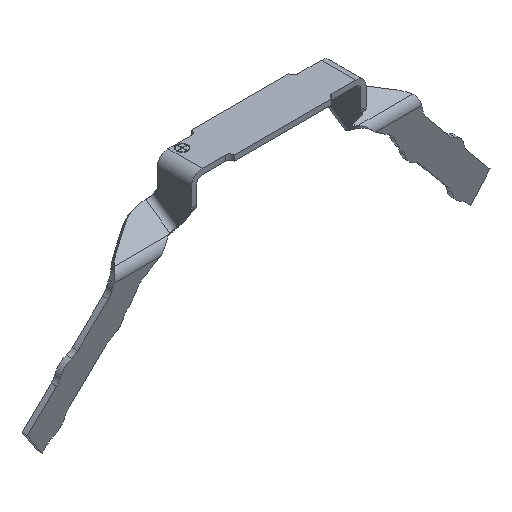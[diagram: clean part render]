
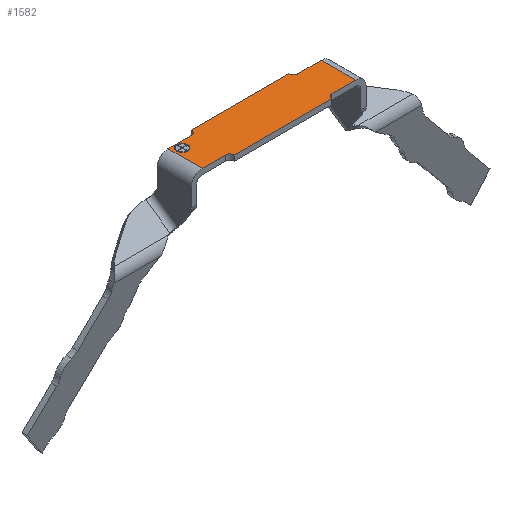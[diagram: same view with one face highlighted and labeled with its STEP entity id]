
A CAD part, isometric view. The second image highlights one B-rep face of the part: STEP entity #1582.
In plain terms, the highlighted planar face has unit normal (0, 0, 1).
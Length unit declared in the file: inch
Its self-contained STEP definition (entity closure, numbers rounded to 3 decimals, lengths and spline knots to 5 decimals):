
#554 = EDGE_CURVE ( 'NONE', #1129, #1130, #1948, .T. ) ;
#557 = EDGE_CURVE ( 'NONE', #1131, #1132, #1950, .T. ) ;
#558 = EDGE_CURVE ( 'NONE', #1134, #1129, #1955, .T. ) ;
#561 = EDGE_CURVE ( 'NONE', #6473, #6472, #1962, .T. ) ;
#567 = EDGE_CURVE ( 'NONE', #1137, #1140, #1973, .T. ) ;
#568 = EDGE_CURVE ( 'NONE', #1130, #1137, #1968, .T. ) ;
#574 = EDGE_CURVE ( 'NONE', #1141, #1144, #1985, .T. ) ;
#575 = EDGE_CURVE ( 'NONE', #1140, #1141, #1980, .T. ) ;
#579 = EDGE_CURVE ( 'NONE', #1144, #1131, #1982, .T. ) ;
#584 = EDGE_CURVE ( 'NONE', #1132, #1148, #1995, .T. ) ;
#586 = EDGE_CURVE ( 'NONE', #1148, #6478, #2005, .T. ) ;
#590 = EDGE_CURVE ( 'NONE', #6478, #6477, #2008, .T. ) ;
#592 = EDGE_CURVE ( 'NONE', #6477, #1134, #2014, .T. ) ;
#1129 = VERTEX_POINT ( 'NONE', #5120 ) ;
#1130 = VERTEX_POINT ( 'NONE', #5121 ) ;
#1131 = VERTEX_POINT ( 'NONE', #5122 ) ;
#1132 = VERTEX_POINT ( 'NONE', #5123 ) ;
#1134 = VERTEX_POINT ( 'NONE', #5125 ) ;
#1137 = VERTEX_POINT ( 'NONE', #5128 ) ;
#1140 = VERTEX_POINT ( 'NONE', #5131 ) ;
#1141 = VERTEX_POINT ( 'NONE', #5132 ) ;
#1144 = VERTEX_POINT ( 'NONE', #5135 ) ;
#1148 = VERTEX_POINT ( 'NONE', #5139 ) ;
#1427 = ORIENTED_EDGE ( 'NONE', *, *, #590, .T. ) ;
#1428 = ORIENTED_EDGE ( 'NONE', *, *, #592, .T. ) ;
#1429 = ORIENTED_EDGE ( 'NONE', *, *, #558, .T. ) ;
#1430 = ORIENTED_EDGE ( 'NONE', *, *, #554, .T. ) ;
#1431 = ORIENTED_EDGE ( 'NONE', *, *, #568, .T. ) ;
#1432 = ORIENTED_EDGE ( 'NONE', *, *, #567, .T. ) ;
#1433 = ORIENTED_EDGE ( 'NONE', *, *, #575, .T. ) ;
#1434 = ORIENTED_EDGE ( 'NONE', *, *, #574, .T. ) ;
#1435 = ORIENTED_EDGE ( 'NONE', *, *, #579, .T. ) ;
#1436 = ORIENTED_EDGE ( 'NONE', *, *, #557, .T. ) ;
#1437 = ORIENTED_EDGE ( 'NONE', *, *, #584, .T. ) ;
#1438 = ORIENTED_EDGE ( 'NONE', *, *, #586, .T. ) ;
#1439 = ORIENTED_EDGE ( 'NONE', *, *, #6821, .T. ) ;
#1440 = ORIENTED_EDGE ( 'NONE', *, *, #561, .T. ) ;
#1582 = ADVANCED_FACE ( 'NONE', ( #3082, #3085 ), #5211, .T. ) ;
#1948 = LINE ( 'NONE', #2601, #1949 ) ;
#1949 = VECTOR ( 'NONE', #2602, 39.37008 ) ;
#1950 = LINE ( 'NONE', #2610, #1951 ) ;
#1951 = VECTOR ( 'NONE', #2611, 39.37008 ) ;
#1955 = LINE ( 'NONE', #2612, #1956 ) ;
#1956 = VECTOR ( 'NONE', #2613, 39.37008 ) ;
#1962 = CIRCLE ( 'NONE', #2050, 0.1875 ) ;
#1968 = LINE ( 'NONE', #2636, #1969 ) ;
#1969 = VECTOR ( 'NONE', #2637, 39.37008 ) ;
#1973 = CIRCLE ( 'NONE', #2053, 0.15625 ) ;
#1979 = VECTOR ( 'NONE', #2653, 39.37008 ) ;
#1980 = LINE ( 'NONE', #2652, #1979 ) ;
#1982 = LINE ( 'NONE', #2660, #1983 ) ;
#1983 = VECTOR ( 'NONE', #2661, 39.37008 ) ;
#1985 = CIRCLE ( 'NONE', #2054, 0.15625 ) ;
#1995 = LINE ( 'NONE', #2662, #1999 ) ;
#1999 = VECTOR ( 'NONE', #2672, 39.37008 ) ;
#2005 = CIRCLE ( 'NONE', #2057, 0.15625 ) ;
#2008 = LINE ( 'NONE', #2687, #2009 ) ;
#2009 = VECTOR ( 'NONE', #2688, 39.37008 ) ;
#2014 = CIRCLE ( 'NONE', #2060, 0.15625 ) ;
#2050 = AXIS2_PLACEMENT_3D ( 'NONE', #2614, #2620, #2621 ) ;
#2053 = AXIS2_PLACEMENT_3D ( 'NONE', #2626, #2634, #2635 ) ;
#2054 = AXIS2_PLACEMENT_3D ( 'NONE', #2649, #2650, #2651 ) ;
#2057 = AXIS2_PLACEMENT_3D ( 'NONE', #2676, #2678, #2679 ) ;
#2060 = AXIS2_PLACEMENT_3D ( 'NONE', #2682, #2694, #2695 ) ;
#2194 = AXIS2_PLACEMENT_3D ( 'NONE', #5210, #5212, #5213 ) ;
#2209 = AXIS2_PLACEMENT_3D ( 'NONE', #5736, #5738, #5739 ) ;
#2601 = CARTESIAN_POINT ( 'NONE',  ( 2.66232, 0.5, 0.1875 ) ) ;
#2602 = DIRECTION ( 'NONE',  ( 0., 1., 0. ) ) ;
#2610 = CARTESIAN_POINT ( 'NONE',  ( -2.66232, 0.5, 0.1875 ) ) ;
#2611 = DIRECTION ( 'NONE',  ( 0., -1., 0. ) ) ;
#2612 = CARTESIAN_POINT ( 'NONE',  ( -2.66232, -0.84374, 0.1875 ) ) ;
#2613 = DIRECTION ( 'NONE',  ( 1., 0., 0. ) ) ;
#2614 = CARTESIAN_POINT ( 'NONE',  ( -2.38164, 0.125, 0.1875 ) ) ;
#2620 = DIRECTION ( 'NONE',  ( 0., 0., -1. ) ) ;
#2621 = DIRECTION ( 'NONE',  ( 1., 0., 0. ) ) ;
#2626 = CARTESIAN_POINT ( 'NONE',  ( 1.85, 0.50001, 0.1875 ) ) ;
#2634 = DIRECTION ( 'NONE',  ( 0., 0., -1. ) ) ;
#2635 = DIRECTION ( 'NONE',  ( -1., 0., 0. ) ) ;
#2636 = CARTESIAN_POINT ( 'NONE',  ( -2.66232, 0.34377, 0.1875 ) ) ;
#2637 = DIRECTION ( 'NONE',  ( -1., 0., 0. ) ) ;
#2649 = CARTESIAN_POINT ( 'NONE',  ( -1.85, 0.50001, 0.1875 ) ) ;
#2650 = DIRECTION ( 'NONE',  ( 0., 0., -1. ) ) ;
#2651 = DIRECTION ( 'NONE',  ( -1., 0., 0. ) ) ;
#2652 = CARTESIAN_POINT ( 'NONE',  ( -2.66232, 0.5, 0.1875 ) ) ;
#2653 = DIRECTION ( 'NONE',  ( -1., 0., 0. ) ) ;
#2660 = CARTESIAN_POINT ( 'NONE',  ( -2.66232, 0.34377, 0.1875 ) ) ;
#2661 = DIRECTION ( 'NONE',  ( -1., 0., 0. ) ) ;
#2662 = CARTESIAN_POINT ( 'NONE',  ( -2.66232, -0.84374, 0.1875 ) ) ;
#2672 = DIRECTION ( 'NONE',  ( 1., 0., 0. ) ) ;
#2676 = CARTESIAN_POINT ( 'NONE',  ( -1.85, -0.99999, 0.1875 ) ) ;
#2678 = DIRECTION ( 'NONE',  ( 0., 0., -1. ) ) ;
#2679 = DIRECTION ( 'NONE',  ( -1., 0., 0. ) ) ;
#2682 = CARTESIAN_POINT ( 'NONE',  ( 1.85, -0.99999, 0.1875 ) ) ;
#2687 = CARTESIAN_POINT ( 'NONE',  ( -2.66232, -0.99997, 0.1875 ) ) ;
#2688 = DIRECTION ( 'NONE',  ( 1., 0., 0. ) ) ;
#2694 = DIRECTION ( 'NONE',  ( 0., 0., -1. ) ) ;
#2695 = DIRECTION ( 'NONE',  ( -1., 0., 0. ) ) ;
#3082 = FACE_OUTER_BOUND ( 'NONE', #6700, .T. ) ;
#3085 = FACE_BOUND ( 'NONE', #6698, .T. ) ;
#5120 = CARTESIAN_POINT ( 'NONE',  ( 2.66232, -0.84374, 0.1875 ) ) ;
#5121 = CARTESIAN_POINT ( 'NONE',  ( 2.66232, 0.34377, 0.1875 ) ) ;
#5122 = CARTESIAN_POINT ( 'NONE',  ( -2.66232, 0.34377, 0.1875 ) ) ;
#5123 = CARTESIAN_POINT ( 'NONE',  ( -2.66232, -0.84374, 0.1875 ) ) ;
#5125 = CARTESIAN_POINT ( 'NONE',  ( 1.85126, -0.84374, 0.1875 ) ) ;
#5128 = CARTESIAN_POINT ( 'NONE',  ( 1.85151, 0.34377, 0.1875 ) ) ;
#5131 = CARTESIAN_POINT ( 'NONE',  ( 1.69375, 0.5, 0.1875 ) ) ;
#5132 = CARTESIAN_POINT ( 'NONE',  ( -1.69375, 0.5, 0.1875 ) ) ;
#5135 = CARTESIAN_POINT ( 'NONE',  ( -1.8515, 0.34377, 0.1875 ) ) ;
#5139 = CARTESIAN_POINT ( 'NONE',  ( -1.85125, -0.84374, 0.1875 ) ) ;
#5210 = CARTESIAN_POINT ( 'NONE',  ( -2.66232, 0.5, 0.1875 ) ) ;
#5211 = PLANE ( 'NONE',  #2194 ) ;
#5212 = DIRECTION ( 'NONE',  ( 0., 0., 1. ) ) ;
#5213 = DIRECTION ( 'NONE',  ( 0., -1., 0. ) ) ;
#5363 = CARTESIAN_POINT ( 'NONE',  ( -2.19414, 0.125, 0.1875 ) ) ;
#5364 = CARTESIAN_POINT ( 'NONE',  ( -2.56914, 0.125, 0.1875 ) ) ;
#5368 = CARTESIAN_POINT ( 'NONE',  ( 1.69375, -0.99997, 0.1875 ) ) ;
#5369 = CARTESIAN_POINT ( 'NONE',  ( -1.69375, -0.99997, 0.1875 ) ) ;
#5736 = CARTESIAN_POINT ( 'NONE',  ( -2.38164, 0.125, 0.1875 ) ) ;
#5738 = DIRECTION ( 'NONE',  ( 0., 0., -1. ) ) ;
#5739 = DIRECTION ( 'NONE',  ( 1., 0., 0. ) ) ;
#6086 = CIRCLE ( 'NONE', #2209, 0.1875 ) ;
#6472 = VERTEX_POINT ( 'NONE', #5363 ) ;
#6473 = VERTEX_POINT ( 'NONE', #5364 ) ;
#6477 = VERTEX_POINT ( 'NONE', #5368 ) ;
#6478 = VERTEX_POINT ( 'NONE', #5369 ) ;
#6698 = EDGE_LOOP ( 'NONE', ( #1439, #1440 ) ) ;
#6700 = EDGE_LOOP ( 'NONE', ( #1427, #1428, #1429, #1430, #1431, #1432, #1433, #1434, #1435, #1436, #1437, #1438 ) ) ;
#6821 = EDGE_CURVE ( 'NONE', #6472, #6473, #6086, .T. ) ;
